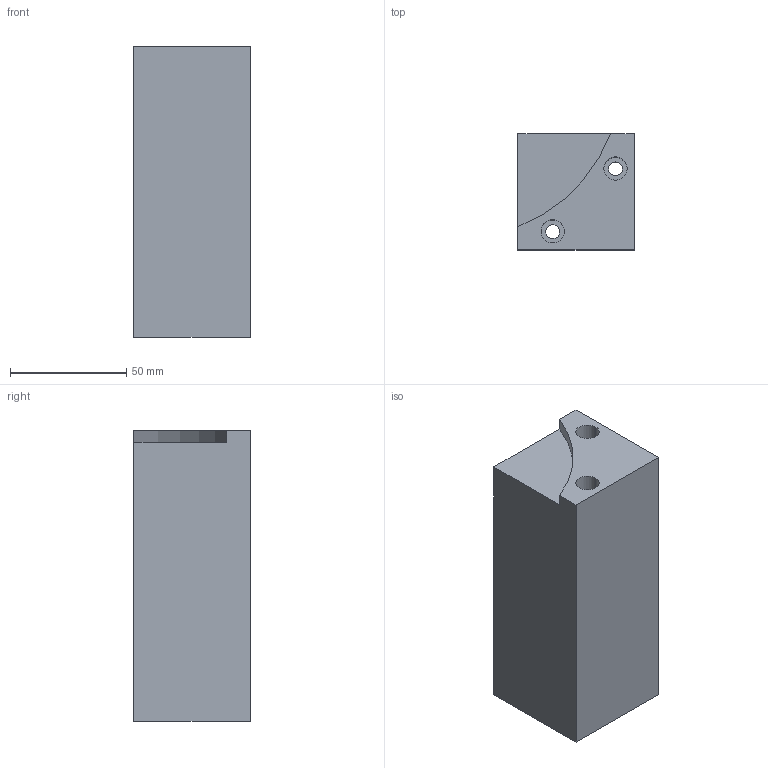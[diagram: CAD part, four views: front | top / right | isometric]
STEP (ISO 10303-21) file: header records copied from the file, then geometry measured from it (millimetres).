
FILE_DESCRIPTION((''),'2;1');
FILE_NAME('FIXATION_ON_PLATE_0','2025-04-16T12:24:21',('Constantin Schempp'),(''),'CREO PARAMETRIC BY PTC INC, 2024063','CREO PARAMETRIC BY PTC INC, 2024063','');
FILE_SCHEMA(('CONFIG_CONTROL_DESIGN'));
Length unit declared in the file: millimetre
Products named in the file (1): FIXATION_ON_PLATE_0
Bounding box: 50 x 50 x 125 mm (x, y, z)
Volume: 289639.7 mm3; surface area: 37154.5 mm2
Topology: 1 solids, 1 shells, 18 faces, 67 edges, 61 vertices
Faces by surface type: plane 9, cylinder 9
Entity records: 736 total; most frequent: DIRECTION 132, CARTESIAN_POINT 114, ORIENTED_EDGE 84, AXIS2_PLACEMENT_3D 46, EDGE_CURVE 42, VECTOR 40, LINE 40, VERTEX_POINT 28
